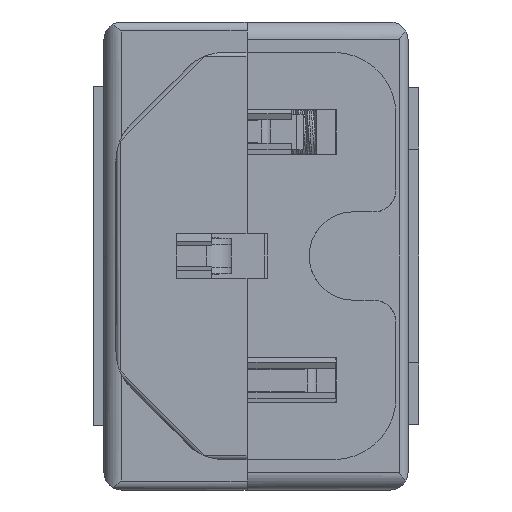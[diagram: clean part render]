
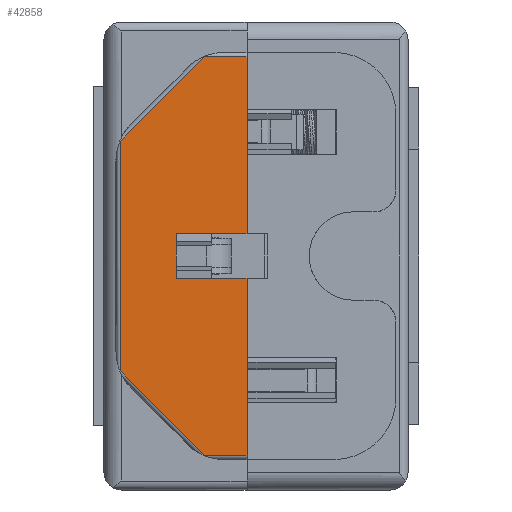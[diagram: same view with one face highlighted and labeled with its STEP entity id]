
A CAD part, front view. The second image highlights one B-rep face of the part: STEP entity #42858.
In plain terms, the highlighted planar face has unit normal (0, -1, 0).
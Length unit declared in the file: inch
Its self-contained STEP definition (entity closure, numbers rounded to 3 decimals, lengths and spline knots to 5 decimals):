
#17 = DIRECTION ( 'NONE',  ( 0., 0., 1. ) ) ;
#99 = EDGE_CURVE ( 'NONE', #4258, #19394, #52655, .T. ) ;
#1170 = EDGE_CURVE ( 'NONE', #30023, #31166, #28726, .T. ) ;
#1567 = CARTESIAN_POINT ( 'NONE',  ( -0.84579, -0.54876, 0.27411 ) ) ;
#2209 = DIRECTION ( 'NONE',  ( 1., 0., 0. ) ) ;
#2383 = CARTESIAN_POINT ( 'NONE',  ( -0.84579, -0.54876, 0.37254 ) ) ;
#4258 = VERTEX_POINT ( 'NONE', #61764 ) ;
#4382 = ORIENTED_EDGE ( 'NONE', *, *, #99, .T. ) ;
#4823 = VERTEX_POINT ( 'NONE', #55373 ) ;
#6422 = DIRECTION ( 'NONE',  ( 0., 0., -1. ) ) ;
#6585 = VECTOR ( 'NONE', #2209, 39.37008 ) ;
#7095 = LINE ( 'NONE', #49505, #56242 ) ;
#10827 = EDGE_CURVE ( 'NONE', #23624, #32133, #44597, .T. ) ;
#12014 = DIRECTION ( 'NONE',  ( -1., 0., 0. ) ) ;
#12296 = DIRECTION ( 'NONE',  ( 0., 0., -1. ) ) ;
#12515 = CARTESIAN_POINT ( 'NONE',  ( -0.94014, -0.54876, 0.76604 ) ) ;
#16367 = ORIENTED_EDGE ( 'NONE', *, *, #23156, .T. ) ;
#16450 = VECTOR ( 'NONE', #12296, 39.37008 ) ;
#17092 = VECTOR ( 'NONE', #58189, 39.37008 ) ;
#17124 = VERTEX_POINT ( 'NONE', #53316 ) ;
#17661 = ORIENTED_EDGE ( 'NONE', *, *, #1170, .T. ) ;
#19394 = VERTEX_POINT ( 'NONE', #40126 ) ;
#19776 = DIRECTION ( 'NONE',  ( 1., 0., 0. ) ) ;
#20216 = EDGE_CURVE ( 'NONE', #19394, #45234, #37073, .T. ) ;
#20431 = CARTESIAN_POINT ( 'NONE',  ( -1.16379, -0.54876, 0.8434 ) ) ;
#22665 = LINE ( 'NONE', #32997, #55191 ) ;
#23156 = EDGE_CURVE ( 'NONE', #31166, #17124, #22665, .T. ) ;
#23302 = LINE ( 'NONE', #50224, #16450 ) ;
#23624 = VERTEX_POINT ( 'NONE', #32397 ) ;
#25436 = CARTESIAN_POINT ( 'NONE',  ( -0.94014, -0.54876, 0.76604 ) ) ;
#26542 = AXIS2_PLACEMENT_3D ( 'NONE', #20431, #50820, #19776 ) ;
#27223 = VECTOR ( 'NONE', #65345, 39.37008 ) ;
#27770 = VECTOR ( 'NONE', #40518, 39.37008 ) ;
#28641 = EDGE_CURVE ( 'NONE', #44639, #23624, #23302, .T. ) ;
#28726 = LINE ( 'NONE', #53966, #27223 ) ;
#28845 = LINE ( 'NONE', #2383, #27770 ) ;
#29408 = CARTESIAN_POINT ( 'NONE',  ( -1.12729, -0.54876, 0.06776 ) ) ;
#29743 = PLANE ( 'NONE',  #26542 ) ;
#30023 = VERTEX_POINT ( 'NONE', #48614 ) ;
#31166 = VERTEX_POINT ( 'NONE', #1567 ) ;
#31697 = EDGE_CURVE ( 'NONE', #4823, #17124, #7095, .T. ) ;
#32133 = VERTEX_POINT ( 'NONE', #49450 ) ;
#32397 = CARTESIAN_POINT ( 'NONE',  ( -1.12729, -0.54876, 0.06776 ) ) ;
#32618 = VECTOR ( 'NONE', #65319, 39.37008 ) ;
#32997 = CARTESIAN_POINT ( 'NONE',  ( -0.84579, -0.54876, 0.27411 ) ) ;
#34176 = EDGE_CURVE ( 'NONE', #4258, #4823, #28845, .T. ) ;
#37073 = LINE ( 'NONE', #39077, #17092 ) ;
#39077 = CARTESIAN_POINT ( 'NONE',  ( -0.84579, -0.54876, 0.76604 ) ) ;
#40126 = CARTESIAN_POINT ( 'NONE',  ( -0.84579, -0.54876, 0.76604 ) ) ;
#40183 = ORIENTED_EDGE ( 'NONE', *, *, #34176, .F. ) ;
#40518 = DIRECTION ( 'NONE',  ( -1., 0., 0. ) ) ;
#41728 = ORIENTED_EDGE ( 'NONE', *, *, #10827, .T. ) ;
#42858 = ADVANCED_FACE ( 'NONE', ( #51511 ), #29743, .T. ) ;
#43480 = CARTESIAN_POINT ( 'NONE',  ( -0.94014, -0.54876, -0.11939 ) ) ;
#44173 = LINE ( 'NONE', #43480, #6585 ) ;
#44531 = ORIENTED_EDGE ( 'NONE', *, *, #20216, .T. ) ;
#44597 = LINE ( 'NONE', #29408, #67972 ) ;
#44639 = VERTEX_POINT ( 'NONE', #62559 ) ;
#45234 = VERTEX_POINT ( 'NONE', #25436 ) ;
#47905 = VECTOR ( 'NONE', #17, 39.37008 ) ;
#48494 = CARTESIAN_POINT ( 'NONE',  ( -0.84579, -0.54876, 0.37254 ) ) ;
#48614 = CARTESIAN_POINT ( 'NONE',  ( -0.84579, -0.54876, -0.11939 ) ) ;
#48742 = LINE ( 'NONE', #12515, #32618 ) ;
#49010 = ORIENTED_EDGE ( 'NONE', *, *, #50394, .T. ) ;
#49450 = CARTESIAN_POINT ( 'NONE',  ( -0.94014, -0.54876, -0.11939 ) ) ;
#49505 = CARTESIAN_POINT ( 'NONE',  ( -1.00327, -0.54876, 0.37254 ) ) ;
#50224 = CARTESIAN_POINT ( 'NONE',  ( -1.12729, -0.54876, 0.57889 ) ) ;
#50394 = EDGE_CURVE ( 'NONE', #45234, #44639, #48742, .T. ) ;
#50820 = DIRECTION ( 'NONE',  ( 0., -1., 0. ) ) ;
#51511 = FACE_OUTER_BOUND ( 'NONE', #65622, .T. ) ;
#52655 = LINE ( 'NONE', #48494, #47905 ) ;
#52907 = ORIENTED_EDGE ( 'NONE', *, *, #53408, .T. ) ;
#53316 = CARTESIAN_POINT ( 'NONE',  ( -1.00327, -0.54876, 0.27411 ) ) ;
#53408 = EDGE_CURVE ( 'NONE', #32133, #30023, #44173, .T. ) ;
#53966 = CARTESIAN_POINT ( 'NONE',  ( -0.84579, -0.54876, -0.11939 ) ) ;
#55191 = VECTOR ( 'NONE', #12014, 39.37008 ) ;
#55373 = CARTESIAN_POINT ( 'NONE',  ( -1.00327, -0.54876, 0.37254 ) ) ;
#56242 = VECTOR ( 'NONE', #6422, 39.37008 ) ;
#58189 = DIRECTION ( 'NONE',  ( -1., 0., 0. ) ) ;
#58959 = ORIENTED_EDGE ( 'NONE', *, *, #31697, .F. ) ;
#61764 = CARTESIAN_POINT ( 'NONE',  ( -0.84579, -0.54876, 0.37254 ) ) ;
#62559 = CARTESIAN_POINT ( 'NONE',  ( -1.12729, -0.54876, 0.57889 ) ) ;
#63625 = ORIENTED_EDGE ( 'NONE', *, *, #28641, .T. ) ;
#65319 = DIRECTION ( 'NONE',  ( -0.707, 0., -0.707 ) ) ;
#65345 = DIRECTION ( 'NONE',  ( 0., 0., 1. ) ) ;
#65354 = DIRECTION ( 'NONE',  ( 0.707, 0., -0.707 ) ) ;
#65622 = EDGE_LOOP ( 'NONE', ( #49010, #63625, #41728, #52907, #17661, #16367, #58959, #40183, #4382, #44531 ) ) ;
#67972 = VECTOR ( 'NONE', #65354, 39.37008 ) ;
